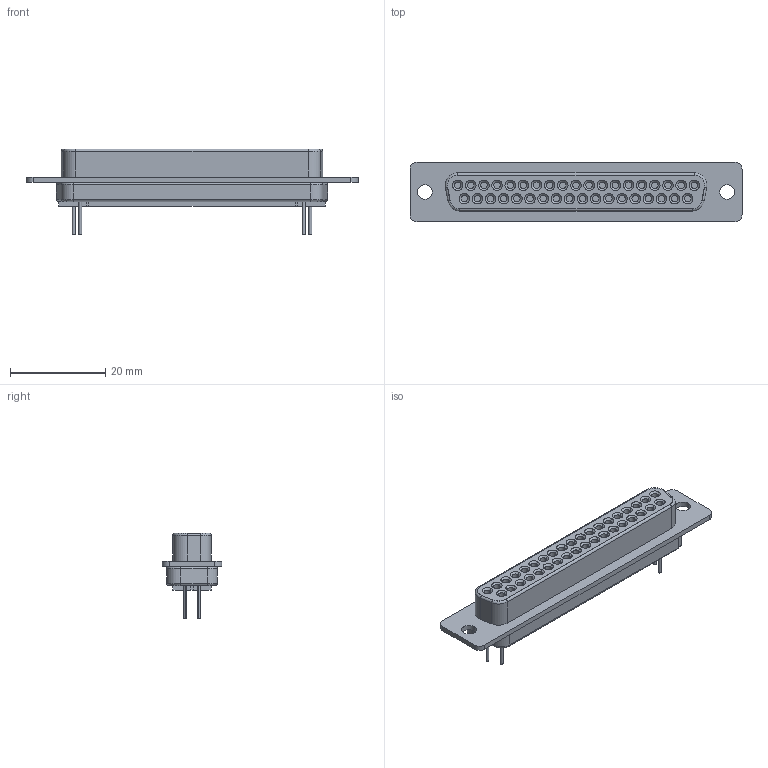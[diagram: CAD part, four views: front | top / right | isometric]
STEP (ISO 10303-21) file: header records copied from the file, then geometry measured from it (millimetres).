
FILE_DESCRIPTION((''),'2;1');
FILE_NAME('HARTING_09 67 037 4754.stp','2014-03-12T11:11:00',(''),(''),'Mechanical Desktop 2011','Mechanical Desktop 2011',', , ');
FILE_SCHEMA(('AUTOMOTIVE_DESIGN { 1 2 10303 214 1 1 1 1 }'));
Length unit declared in the file: millimetre
Products named in the file (1): Product
Bounding box: 69.7 x 12.5 x 18 mm (x, y, z)
Volume: 5516.2 mm3; surface area: 8584.2 mm2
Topology: 14 solids, 14 shells, 288 faces, 682 edges, 422 vertices
Faces by surface type: cylinder 126, plane 76, cone 74, torus 12
Entity records: 8571 total; most frequent: DIRECTION 1582, CARTESIAN_POINT 1465, ORIENTED_EDGE 1364, EDGE_CURVE 682, AXIS2_PLACEMENT_3D 619, VERTEX_POINT 422, EDGE_LOOP 370, VECTOR 344
